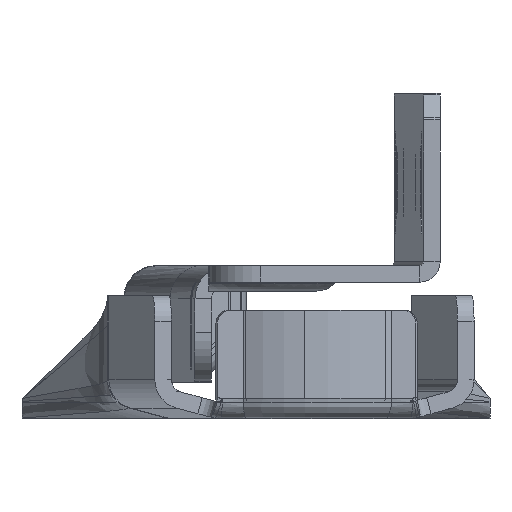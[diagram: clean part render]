
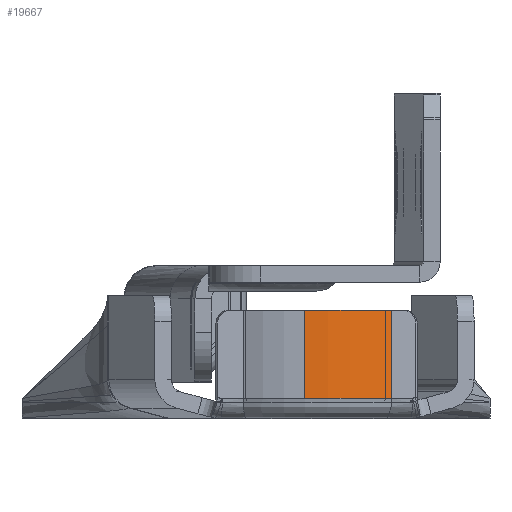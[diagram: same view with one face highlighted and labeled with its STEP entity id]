
A CAD part, left-side view. The second image highlights one B-rep face of the part: STEP entity #19667.
In plain terms, the highlighted cylindrical face has radius 12.3 mm (diameter 24.6 mm), a partial arc.
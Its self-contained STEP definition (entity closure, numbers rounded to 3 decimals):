
#216 = CARTESIAN_POINT ( 'NONE',  ( -537.701, -2.904, 7.2 ) ) ;
#398 = VECTOR ( 'NONE', #3295, 1000. ) ;
#1897 = CARTESIAN_POINT ( 'NONE',  ( -547.958, -9.693, 7.2 ) ) ;
#2134 = FACE_OUTER_BOUND ( 'NONE', #24707, .T. ) ;
#2444 = DIRECTION ( 'NONE',  ( -1., 0., 0. ) ) ;
#3295 = DIRECTION ( 'NONE',  ( 0., 0., -1. ) ) ;
#4884 = CARTESIAN_POINT ( 'NONE',  ( -547.958, -9.693, 0.3 ) ) ;
#5152 = CIRCLE ( 'NONE', #21248, 12.3 ) ;
#6042 = CARTESIAN_POINT ( 'NONE',  ( -550.001, -2.904, 7.2 ) ) ;
#6182 = CARTESIAN_POINT ( 'NONE',  ( -550.001, -2.904, 0.3 ) ) ;
#6245 = DIRECTION ( 'NONE',  ( 0., 0., 1. ) ) ;
#7135 = CIRCLE ( 'NONE', #11384, 12.3 ) ;
#7292 = LINE ( 'NONE', #23718, #398 ) ;
#7425 = DIRECTION ( 'NONE',  ( 1., 0., 0. ) ) ;
#8119 = VERTEX_POINT ( 'NONE', #1897 ) ;
#9802 = CARTESIAN_POINT ( 'NONE',  ( -537.701, -2.904, 0.3 ) ) ;
#9848 = EDGE_CURVE ( 'NONE', #8119, #14047, #7292, .T. ) ;
#11384 = AXIS2_PLACEMENT_3D ( 'NONE', #9802, #18814, #7425 ) ;
#14047 = VERTEX_POINT ( 'NONE', #4884 ) ;
#15273 = DIRECTION ( 'NONE',  ( 1., 0., 0. ) ) ;
#16198 = CYLINDRICAL_SURFACE ( 'NONE', #18911, 12.3 ) ;
#18398 = ORIENTED_EDGE ( 'NONE', *, *, #26816, .F. ) ;
#18814 = DIRECTION ( 'NONE',  ( 0., 0., 1. ) ) ;
#18899 = ORIENTED_EDGE ( 'NONE', *, *, #29009, .T. ) ;
#18911 = AXIS2_PLACEMENT_3D ( 'NONE', #216, #25370, #2444 ) ;
#19667 = ADVANCED_FACE ( 'NONE', ( #2134 ), #16198, .T. ) ;
#19991 = ORIENTED_EDGE ( 'NONE', *, *, #20267, .T. ) ;
#20133 = VERTEX_POINT ( 'NONE', #22818 ) ;
#20267 = EDGE_CURVE ( 'NONE', #25139, #14047, #7135, .T. ) ;
#21248 = AXIS2_PLACEMENT_3D ( 'NONE', #28766, #6245, #15273 ) ;
#21354 = VECTOR ( 'NONE', #25913, 1000. ) ;
#21609 = LINE ( 'NONE', #6042, #21354 ) ;
#22818 = CARTESIAN_POINT ( 'NONE',  ( -550.001, -2.904, 7.2 ) ) ;
#23718 = CARTESIAN_POINT ( 'NONE',  ( -547.958, -9.693, 7.2 ) ) ;
#24107 = ORIENTED_EDGE ( 'NONE', *, *, #9848, .F. ) ;
#24707 = EDGE_LOOP ( 'NONE', ( #18398, #18899, #19991, #24107 ) ) ;
#25139 = VERTEX_POINT ( 'NONE', #6182 ) ;
#25370 = DIRECTION ( 'NONE',  ( 0., 0., -1. ) ) ;
#25913 = DIRECTION ( 'NONE',  ( 0., 0., -1. ) ) ;
#26816 = EDGE_CURVE ( 'NONE', #20133, #8119, #5152, .T. ) ;
#28766 = CARTESIAN_POINT ( 'NONE',  ( -537.701, -2.904, 7.2 ) ) ;
#29009 = EDGE_CURVE ( 'NONE', #20133, #25139, #21609, .T. ) ;
